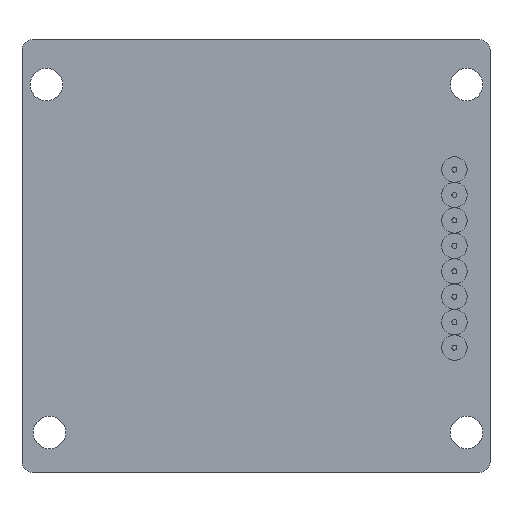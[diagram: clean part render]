
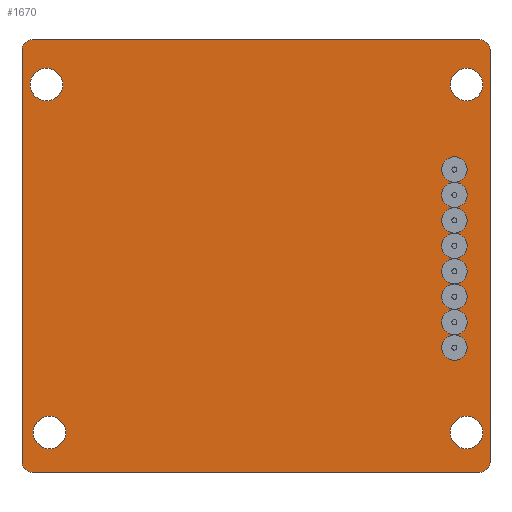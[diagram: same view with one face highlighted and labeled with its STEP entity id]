
A CAD part, front view. The second image highlights one B-rep face of the part: STEP entity #1670.
In plain terms, the highlighted planar face has unit normal (0, -1, 0).
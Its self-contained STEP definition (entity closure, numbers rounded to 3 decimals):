
#21=FACE_BOUND('',#277,.T.);
#22=FACE_BOUND('',#278,.T.);
#23=FACE_BOUND('',#279,.T.);
#24=FACE_BOUND('',#280,.T.);
#25=FACE_BOUND('',#281,.T.);
#66=PLANE('',#1858);
#163=FACE_OUTER_BOUND('',#276,.T.);
#276=EDGE_LOOP('',(#1237,#1238,#1239,#1240,#1241,#1242,#1243,#1244));
#277=EDGE_LOOP('',(#1245));
#278=EDGE_LOOP('',(#1246));
#279=EDGE_LOOP('',(#1247));
#280=EDGE_LOOP('',(#1248));
#281=EDGE_LOOP('',(#1249,#1250,#1251,#1252,#1253,#1254,#1255,#1256,#1257,
#1258,#1259,#1260,#1261,#1262,#1263,#1264));
#351=CIRCLE('',#1744,1.25);
#353=CIRCLE('',#1747,1.25);
#386=CIRCLE('',#1813,1.25);
#388=CIRCLE('',#1816,1.25);
#390=CIRCLE('',#1820,1.25);
#393=CIRCLE('',#1824,1.25);
#394=CIRCLE('',#1827,1.25);
#397=CIRCLE('',#1831,1.25);
#398=CIRCLE('',#1834,1.25);
#401=CIRCLE('',#1838,1.25);
#402=CIRCLE('',#1841,1.25);
#405=CIRCLE('',#1845,1.25);
#406=CIRCLE('',#1848,1.25);
#409=CIRCLE('',#1852,1.25);
#411=CIRCLE('',#1856,1.25);
#412=CIRCLE('',#1859,1.);
#413=CIRCLE('',#1860,1.);
#414=CIRCLE('',#1861,1.);
#415=CIRCLE('',#1862,1.);
#416=CIRCLE('',#1863,1.6);
#417=CIRCLE('',#1864,1.6);
#418=CIRCLE('',#1865,1.6);
#419=CIRCLE('',#1866,1.6);
#420=CIRCLE('',#1867,1.25);
#478=LINE('',#2686,#610);
#479=LINE('',#2690,#611);
#480=LINE('',#2694,#612);
#481=LINE('',#2697,#613);
#610=VECTOR('',#2214,10.);
#611=VECTOR('',#2217,10.);
#612=VECTOR('',#2220,10.);
#613=VECTOR('',#2223,10.);
#711=VERTEX_POINT('',#2485);
#713=VERTEX_POINT('',#2489);
#715=VERTEX_POINT('',#2494);
#717=VERTEX_POINT('',#2498);
#750=VERTEX_POINT('',#2615);
#752=VERTEX_POINT('',#2626);
#754=VERTEX_POINT('',#2637);
#756=VERTEX_POINT('',#2648);
#758=VERTEX_POINT('',#2659);
#760=VERTEX_POINT('',#2682);
#761=VERTEX_POINT('',#2683);
#762=VERTEX_POINT('',#2685);
#763=VERTEX_POINT('',#2687);
#764=VERTEX_POINT('',#2689);
#765=VERTEX_POINT('',#2691);
#766=VERTEX_POINT('',#2693);
#767=VERTEX_POINT('',#2695);
#768=VERTEX_POINT('',#2698);
#769=VERTEX_POINT('',#2700);
#770=VERTEX_POINT('',#2702);
#771=VERTEX_POINT('',#2704);
#851=EDGE_CURVE('',#711,#713,#351,.T.);
#855=EDGE_CURVE('',#715,#717,#353,.T.);
#905=EDGE_CURVE('',#750,#713,#386,.T.);
#908=EDGE_CURVE('',#717,#715,#388,.T.);
#911=EDGE_CURVE('',#752,#717,#390,.T.);
#915=EDGE_CURVE('',#717,#752,#393,.T.);
#917=EDGE_CURVE('',#754,#752,#394,.T.);
#921=EDGE_CURVE('',#752,#754,#397,.T.);
#923=EDGE_CURVE('',#756,#754,#398,.T.);
#927=EDGE_CURVE('',#754,#756,#401,.T.);
#929=EDGE_CURVE('',#758,#756,#402,.T.);
#933=EDGE_CURVE('',#756,#758,#405,.T.);
#935=EDGE_CURVE('',#750,#758,#406,.T.);
#939=EDGE_CURVE('',#758,#750,#409,.T.);
#941=EDGE_CURVE('',#713,#750,#411,.T.);
#942=EDGE_CURVE('',#760,#761,#412,.T.);
#943=EDGE_CURVE('',#760,#762,#478,.T.);
#944=EDGE_CURVE('',#763,#762,#413,.T.);
#945=EDGE_CURVE('',#763,#764,#479,.T.);
#946=EDGE_CURVE('',#765,#764,#414,.T.);
#947=EDGE_CURVE('',#765,#766,#480,.T.);
#948=EDGE_CURVE('',#767,#766,#415,.T.);
#949=EDGE_CURVE('',#767,#761,#481,.T.);
#950=EDGE_CURVE('',#768,#768,#416,.T.);
#951=EDGE_CURVE('',#769,#769,#417,.T.);
#952=EDGE_CURVE('',#770,#770,#418,.T.);
#953=EDGE_CURVE('',#771,#771,#419,.T.);
#954=EDGE_CURVE('',#713,#711,#420,.T.);
#1237=ORIENTED_EDGE('',*,*,#942,.F.);
#1238=ORIENTED_EDGE('',*,*,#943,.T.);
#1239=ORIENTED_EDGE('',*,*,#944,.F.);
#1240=ORIENTED_EDGE('',*,*,#945,.T.);
#1241=ORIENTED_EDGE('',*,*,#946,.F.);
#1242=ORIENTED_EDGE('',*,*,#947,.T.);
#1243=ORIENTED_EDGE('',*,*,#948,.F.);
#1244=ORIENTED_EDGE('',*,*,#949,.T.);
#1245=ORIENTED_EDGE('',*,*,#950,.T.);
#1246=ORIENTED_EDGE('',*,*,#951,.T.);
#1247=ORIENTED_EDGE('',*,*,#952,.T.);
#1248=ORIENTED_EDGE('',*,*,#953,.T.);
#1249=ORIENTED_EDGE('',*,*,#954,.T.);
#1250=ORIENTED_EDGE('',*,*,#851,.T.);
#1251=ORIENTED_EDGE('',*,*,#941,.T.);
#1252=ORIENTED_EDGE('',*,*,#935,.T.);
#1253=ORIENTED_EDGE('',*,*,#929,.T.);
#1254=ORIENTED_EDGE('',*,*,#923,.T.);
#1255=ORIENTED_EDGE('',*,*,#917,.T.);
#1256=ORIENTED_EDGE('',*,*,#911,.T.);
#1257=ORIENTED_EDGE('',*,*,#908,.T.);
#1258=ORIENTED_EDGE('',*,*,#855,.T.);
#1259=ORIENTED_EDGE('',*,*,#915,.T.);
#1260=ORIENTED_EDGE('',*,*,#921,.T.);
#1261=ORIENTED_EDGE('',*,*,#927,.T.);
#1262=ORIENTED_EDGE('',*,*,#933,.T.);
#1263=ORIENTED_EDGE('',*,*,#939,.T.);
#1264=ORIENTED_EDGE('',*,*,#905,.T.);
#1670=ADVANCED_FACE('',(#163,#21,#22,#23,#24,#25),#66,.T.);
#1744=AXIS2_PLACEMENT_3D('',#2491,#1952,#1953);
#1747=AXIS2_PLACEMENT_3D('',#2500,#1960,#1961);
#1813=AXIS2_PLACEMENT_3D('',#2616,#2109,#2110);
#1816=AXIS2_PLACEMENT_3D('',#2621,#2116,#2117);
#1820=AXIS2_PLACEMENT_3D('',#2627,#2125,#2126);
#1824=AXIS2_PLACEMENT_3D('',#2633,#2134,#2135);
#1827=AXIS2_PLACEMENT_3D('',#2638,#2141,#2142);
#1831=AXIS2_PLACEMENT_3D('',#2644,#2150,#2151);
#1834=AXIS2_PLACEMENT_3D('',#2649,#2157,#2158);
#1838=AXIS2_PLACEMENT_3D('',#2655,#2166,#2167);
#1841=AXIS2_PLACEMENT_3D('',#2660,#2173,#2174);
#1845=AXIS2_PLACEMENT_3D('',#2666,#2182,#2183);
#1848=AXIS2_PLACEMENT_3D('',#2670,#2189,#2190);
#1852=AXIS2_PLACEMENT_3D('',#2675,#2198,#2199);
#1856=AXIS2_PLACEMENT_3D('',#2679,#2206,#2207);
#1858=AXIS2_PLACEMENT_3D('',#2681,#2210,#2211);
#1859=AXIS2_PLACEMENT_3D('',#2684,#2212,#2213);
#1860=AXIS2_PLACEMENT_3D('',#2688,#2215,#2216);
#1861=AXIS2_PLACEMENT_3D('',#2692,#2218,#2219);
#1862=AXIS2_PLACEMENT_3D('',#2696,#2221,#2222);
#1863=AXIS2_PLACEMENT_3D('',#2699,#2224,#2225);
#1864=AXIS2_PLACEMENT_3D('',#2701,#2226,#2227);
#1865=AXIS2_PLACEMENT_3D('',#2703,#2228,#2229);
#1866=AXIS2_PLACEMENT_3D('',#2705,#2230,#2231);
#1867=AXIS2_PLACEMENT_3D('',#2706,#2232,#2233);
#1952=DIRECTION('center_axis',(0.,1.,0.));
#1953=DIRECTION('ref_axis',(-1.,0.,0.));
#1960=DIRECTION('center_axis',(0.,1.,0.));
#1961=DIRECTION('ref_axis',(-1.,0.,0.));
#2109=DIRECTION('center_axis',(0.,1.,0.));
#2110=DIRECTION('ref_axis',(-1.,0.,0.));
#2116=DIRECTION('center_axis',(0.,1.,0.));
#2117=DIRECTION('ref_axis',(-1.,0.,0.));
#2125=DIRECTION('center_axis',(0.,1.,0.));
#2126=DIRECTION('ref_axis',(-1.,0.,0.));
#2134=DIRECTION('center_axis',(0.,1.,0.));
#2135=DIRECTION('ref_axis',(-1.,0.,0.));
#2141=DIRECTION('center_axis',(0.,1.,0.));
#2142=DIRECTION('ref_axis',(-1.,0.,0.));
#2150=DIRECTION('center_axis',(0.,1.,0.));
#2151=DIRECTION('ref_axis',(-1.,0.,0.));
#2157=DIRECTION('center_axis',(0.,1.,0.));
#2158=DIRECTION('ref_axis',(-1.,0.,0.));
#2166=DIRECTION('center_axis',(0.,1.,0.));
#2167=DIRECTION('ref_axis',(-1.,0.,0.));
#2173=DIRECTION('center_axis',(0.,1.,0.));
#2174=DIRECTION('ref_axis',(-1.,0.,0.));
#2182=DIRECTION('center_axis',(0.,1.,0.));
#2183=DIRECTION('ref_axis',(-1.,0.,0.));
#2189=DIRECTION('center_axis',(0.,1.,0.));
#2190=DIRECTION('ref_axis',(-1.,0.,0.));
#2198=DIRECTION('center_axis',(0.,1.,0.));
#2199=DIRECTION('ref_axis',(-1.,0.,0.));
#2206=DIRECTION('center_axis',(0.,1.,0.));
#2207=DIRECTION('ref_axis',(-1.,0.,0.));
#2210=DIRECTION('center_axis',(0.,-1.,0.));
#2211=DIRECTION('ref_axis',(0.,0.,-1.));
#2212=DIRECTION('center_axis',(0.,1.,0.));
#2213=DIRECTION('ref_axis',(0.707,0.,-0.707));
#2214=DIRECTION('',(0.,0.,1.));
#2215=DIRECTION('center_axis',(0.,1.,0.));
#2216=DIRECTION('ref_axis',(0.707,0.,0.707));
#2217=DIRECTION('',(-1.,0.,0.));
#2218=DIRECTION('center_axis',(0.,1.,0.));
#2219=DIRECTION('ref_axis',(-0.707,0.,0.707));
#2220=DIRECTION('',(0.,0.,-1.));
#2221=DIRECTION('center_axis',(0.,1.,0.));
#2222=DIRECTION('ref_axis',(-0.707,0.,-0.707));
#2223=DIRECTION('',(1.,0.,0.));
#2224=DIRECTION('center_axis',(0.,1.,0.));
#2225=DIRECTION('ref_axis',(-1.,0.,0.));
#2226=DIRECTION('center_axis',(0.,1.,0.));
#2227=DIRECTION('ref_axis',(-1.,0.,0.));
#2228=DIRECTION('center_axis',(0.,1.,0.));
#2229=DIRECTION('ref_axis',(-1.,0.,0.));
#2230=DIRECTION('center_axis',(0.,1.,0.));
#2231=DIRECTION('ref_axis',(-1.,0.,0.));
#2232=DIRECTION('center_axis',(0.,1.,0.));
#2233=DIRECTION('ref_axis',(-1.,0.,0.));
#2485=CARTESIAN_POINT('',(20.75,-0.5,8.5));
#2489=CARTESIAN_POINT('',(19.5,-0.5,7.25));
#2491=CARTESIAN_POINT('Origin',(19.5,-0.5,8.5));
#2494=CARTESIAN_POINT('',(20.75,-0.5,-9.));
#2498=CARTESIAN_POINT('',(19.5,-0.5,-7.75));
#2500=CARTESIAN_POINT('Origin',(19.5,-0.5,-9.));
#2615=CARTESIAN_POINT('',(19.5,-0.5,4.75));
#2616=CARTESIAN_POINT('Origin',(19.5,-0.5,6.));
#2621=CARTESIAN_POINT('Origin',(19.5,-0.5,-9.));
#2626=CARTESIAN_POINT('',(19.5,-0.5,-5.25));
#2627=CARTESIAN_POINT('Origin',(19.5,-0.5,-6.5));
#2633=CARTESIAN_POINT('Origin',(19.5,-0.5,-6.5));
#2637=CARTESIAN_POINT('',(19.5,-0.5,-2.75));
#2638=CARTESIAN_POINT('Origin',(19.5,-0.5,-4.));
#2644=CARTESIAN_POINT('Origin',(19.5,-0.5,-4.));
#2648=CARTESIAN_POINT('',(19.5,-0.5,-0.25));
#2649=CARTESIAN_POINT('Origin',(19.5,-0.5,-1.5));
#2655=CARTESIAN_POINT('Origin',(19.5,-0.5,-1.5));
#2659=CARTESIAN_POINT('',(19.5,-0.5,2.25));
#2660=CARTESIAN_POINT('Origin',(19.5,-0.5,1.));
#2666=CARTESIAN_POINT('Origin',(19.5,-0.5,1.));
#2670=CARTESIAN_POINT('Origin',(19.5,-0.5,3.5));
#2675=CARTESIAN_POINT('Origin',(19.5,-0.5,3.5));
#2679=CARTESIAN_POINT('Origin',(19.5,-0.5,6.));
#2681=CARTESIAN_POINT('Origin',(0.,-0.5,0.));
#2682=CARTESIAN_POINT('',(23.,-0.5,-20.25));
#2683=CARTESIAN_POINT('',(22.,-0.5,-21.25));
#2684=CARTESIAN_POINT('Origin',(22.,-0.5,-20.25));
#2685=CARTESIAN_POINT('',(23.,-0.5,20.25));
#2686=CARTESIAN_POINT('',(23.,-0.5,-21.25));
#2687=CARTESIAN_POINT('',(22.,-0.5,21.25));
#2688=CARTESIAN_POINT('Origin',(22.,-0.5,20.25));
#2689=CARTESIAN_POINT('',(-22.,-0.5,21.25));
#2690=CARTESIAN_POINT('',(23.,-0.5,21.25));
#2691=CARTESIAN_POINT('',(-23.,-0.5,20.25));
#2692=CARTESIAN_POINT('Origin',(-22.,-0.5,20.25));
#2693=CARTESIAN_POINT('',(-23.,-0.5,-20.25));
#2694=CARTESIAN_POINT('',(-23.,-0.5,21.25));
#2695=CARTESIAN_POINT('',(-22.,-0.5,-21.25));
#2696=CARTESIAN_POINT('Origin',(-22.,-0.5,-20.25));
#2697=CARTESIAN_POINT('',(-23.,-0.5,-21.25));
#2698=CARTESIAN_POINT('',(22.3,-0.5,16.85));
#2699=CARTESIAN_POINT('Origin',(20.7,-0.5,16.85));
#2700=CARTESIAN_POINT('',(-18.7,-0.5,-17.35));
#2701=CARTESIAN_POINT('Origin',(-20.3,-0.5,-17.35));
#2702=CARTESIAN_POINT('',(22.3,-0.5,-17.35));
#2703=CARTESIAN_POINT('Origin',(20.7,-0.5,-17.35));
#2704=CARTESIAN_POINT('',(-19.,-0.5,16.85));
#2705=CARTESIAN_POINT('Origin',(-20.6,-0.5,16.85));
#2706=CARTESIAN_POINT('Origin',(19.5,-0.5,8.5));
